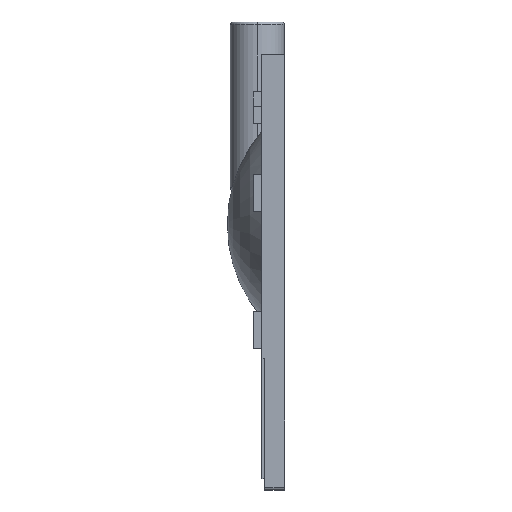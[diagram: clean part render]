
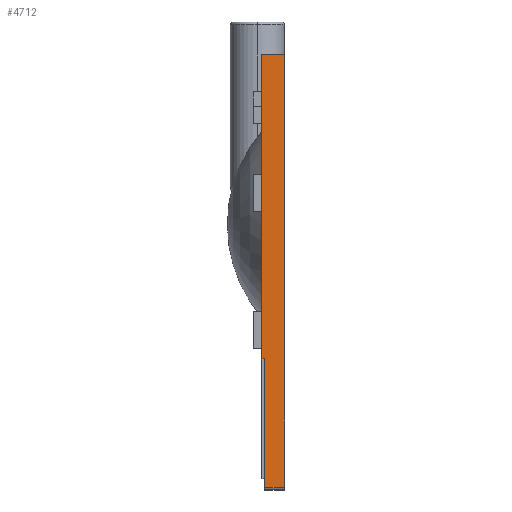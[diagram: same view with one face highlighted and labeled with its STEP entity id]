
A CAD part, left-side view. The second image highlights one B-rep face of the part: STEP entity #4712.
In plain terms, the highlighted planar face has unit normal (-1, 0, 0).
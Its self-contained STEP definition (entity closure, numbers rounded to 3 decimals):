
#14 = LINE ( 'NONE', #6718, #5767 ) ;
#171 = CARTESIAN_POINT ( 'NONE',  ( 0., 0.8, -10.64 ) ) ;
#248 = CARTESIAN_POINT ( 'NONE',  ( 0., 0.8, 0. ) ) ;
#259 = VERTEX_POINT ( 'NONE', #720 ) ;
#470 = CARTESIAN_POINT ( 'NONE',  ( 0., 0., -0.75 ) ) ;
#646 = CARTESIAN_POINT ( 'NONE',  ( 0., 0.01, -0.75 ) ) ;
#687 = DIRECTION ( 'NONE',  ( 0., 1., 0. ) ) ;
#720 = CARTESIAN_POINT ( 'NONE',  ( 0., 0., -15.14 ) ) ;
#763 = VECTOR ( 'NONE', #8378, 1000. ) ;
#1024 = VECTOR ( 'NONE', #6366, 1000. ) ;
#1095 = VECTOR ( 'NONE', #9729, 1000. ) ;
#1171 = VERTEX_POINT ( 'NONE', #8743 ) ;
#1332 = DIRECTION ( 'NONE',  ( 0., 0., 1. ) ) ;
#1346 = CARTESIAN_POINT ( 'NONE',  ( 0., 0.79, 0. ) ) ;
#1570 = VERTEX_POINT ( 'NONE', #1346 ) ;
#1606 = EDGE_CURVE ( 'NONE', #1570, #6092, #8757, .T. ) ;
#1853 = VECTOR ( 'NONE', #9451, 1000. ) ;
#1945 = FACE_OUTER_BOUND ( 'NONE', #6328, .T. ) ;
#1969 = LINE ( 'NONE', #7593, #763 ) ;
#2270 = CARTESIAN_POINT ( 'NONE',  ( 0., 0.8, -0.75 ) ) ;
#2351 = VERTEX_POINT ( 'NONE', #470 ) ;
#3079 = LINE ( 'NONE', #3306, #1024 ) ;
#3235 = VECTOR ( 'NONE', #9348, 1000. ) ;
#3306 = CARTESIAN_POINT ( 'NONE',  ( 0., 0.01, -0.75 ) ) ;
#3316 = EDGE_CURVE ( 'NONE', #2351, #259, #9171, .T. ) ;
#3423 = DIRECTION ( 'NONE',  ( 0., -1., 0. ) ) ;
#3488 = EDGE_CURVE ( 'NONE', #7349, #8317, #8572, .T. ) ;
#3586 = CARTESIAN_POINT ( 'NONE',  ( 0., 0.8, 0. ) ) ;
#3647 = CARTESIAN_POINT ( 'NONE',  ( 0., 0., 0. ) ) ;
#3797 = EDGE_CURVE ( 'NONE', #9641, #259, #1969, .T. ) ;
#3875 = CARTESIAN_POINT ( 'NONE',  ( 0., 0.79, -0.75 ) ) ;
#3918 = ORIENTED_EDGE ( 'NONE', *, *, #3797, .T. ) ;
#4003 = CARTESIAN_POINT ( 'NONE',  ( 0., 0.8, 0. ) ) ;
#4086 = CARTESIAN_POINT ( 'NONE',  ( 0., 0.79, 0. ) ) ;
#4097 = DIRECTION ( 'NONE',  ( 0., 0., 1. ) ) ;
#4138 = ORIENTED_EDGE ( 'NONE', *, *, #9614, .F. ) ;
#4368 = LINE ( 'NONE', #9156, #7403 ) ;
#4428 = DIRECTION ( 'NONE',  ( 0., 0., -1. ) ) ;
#4704 = ORIENTED_EDGE ( 'NONE', *, *, #7207, .F. ) ;
#4712 = ADVANCED_FACE ( 'NONE', ( #1945 ), #5606, .T. ) ;
#4719 = LINE ( 'NONE', #3875, #7603 ) ;
#4978 = VERTEX_POINT ( 'NONE', #9442 ) ;
#5329 = DIRECTION ( 'NONE',  ( 0., 1., 0. ) ) ;
#5606 = PLANE ( 'NONE',  #6703 ) ;
#5629 = VERTEX_POINT ( 'NONE', #646 ) ;
#5662 = CARTESIAN_POINT ( 'NONE',  ( 0., 0.01, 0. ) ) ;
#5696 = EDGE_CURVE ( 'NONE', #1171, #8317, #4368, .T. ) ;
#5767 = VECTOR ( 'NONE', #1332, 1000. ) ;
#6092 = VERTEX_POINT ( 'NONE', #5662 ) ;
#6328 = EDGE_LOOP ( 'NONE', ( #4704, #9210, #9361, #9516, #9426, #6842, #6591, #4138, #3918, #9792 ) ) ;
#6363 = DIRECTION ( 'NONE',  ( -1., 0., 0. ) ) ;
#6366 = DIRECTION ( 'NONE',  ( 0., 0., -1. ) ) ;
#6591 = ORIENTED_EDGE ( 'NONE', *, *, #5696, .F. ) ;
#6703 = AXIS2_PLACEMENT_3D ( 'NONE', #4003, #6363, #4097 ) ;
#6706 = EDGE_CURVE ( 'NONE', #6092, #5629, #3079, .T. ) ;
#6718 = CARTESIAN_POINT ( 'NONE',  ( 0., 0.7, -15.24 ) ) ;
#6758 = CARTESIAN_POINT ( 'NONE',  ( 0., 0.7, -15.14 ) ) ;
#6842 = ORIENTED_EDGE ( 'NONE', *, *, #3488, .T. ) ;
#6935 = LINE ( 'NONE', #9765, #7414 ) ;
#7071 = EDGE_CURVE ( 'NONE', #1570, #4978, #7532, .T. ) ;
#7207 = EDGE_CURVE ( 'NONE', #5629, #2351, #6935, .T. ) ;
#7349 = VERTEX_POINT ( 'NONE', #2270 ) ;
#7403 = VECTOR ( 'NONE', #5329, 1000. ) ;
#7414 = VECTOR ( 'NONE', #3423, 1000. ) ;
#7532 = LINE ( 'NONE', #4086, #3235 ) ;
#7593 = CARTESIAN_POINT ( 'NONE',  ( 0., 0.8, -15.14 ) ) ;
#7603 = VECTOR ( 'NONE', #687, 1000. ) ;
#8117 = EDGE_CURVE ( 'NONE', #4978, #7349, #4719, .T. ) ;
#8213 = VECTOR ( 'NONE', #4428, 1000. ) ;
#8317 = VERTEX_POINT ( 'NONE', #171 ) ;
#8378 = DIRECTION ( 'NONE',  ( 0., -1., 0. ) ) ;
#8572 = LINE ( 'NONE', #248, #1853 ) ;
#8743 = CARTESIAN_POINT ( 'NONE',  ( 0., 0.7, -10.64 ) ) ;
#8757 = LINE ( 'NONE', #3586, #1095 ) ;
#9156 = CARTESIAN_POINT ( 'NONE',  ( 0., 0.7, -10.64 ) ) ;
#9171 = LINE ( 'NONE', #3647, #8213 ) ;
#9210 = ORIENTED_EDGE ( 'NONE', *, *, #6706, .F. ) ;
#9348 = DIRECTION ( 'NONE',  ( 0., 0., -1. ) ) ;
#9361 = ORIENTED_EDGE ( 'NONE', *, *, #1606, .F. ) ;
#9426 = ORIENTED_EDGE ( 'NONE', *, *, #8117, .T. ) ;
#9442 = CARTESIAN_POINT ( 'NONE',  ( 0., 0.79, -0.75 ) ) ;
#9451 = DIRECTION ( 'NONE',  ( 0., 0., -1. ) ) ;
#9516 = ORIENTED_EDGE ( 'NONE', *, *, #7071, .T. ) ;
#9614 = EDGE_CURVE ( 'NONE', #9641, #1171, #14, .T. ) ;
#9641 = VERTEX_POINT ( 'NONE', #6758 ) ;
#9729 = DIRECTION ( 'NONE',  ( 0., -1., 0. ) ) ;
#9765 = CARTESIAN_POINT ( 'NONE',  ( 0., 0.01, -0.75 ) ) ;
#9792 = ORIENTED_EDGE ( 'NONE', *, *, #3316, .F. ) ;
